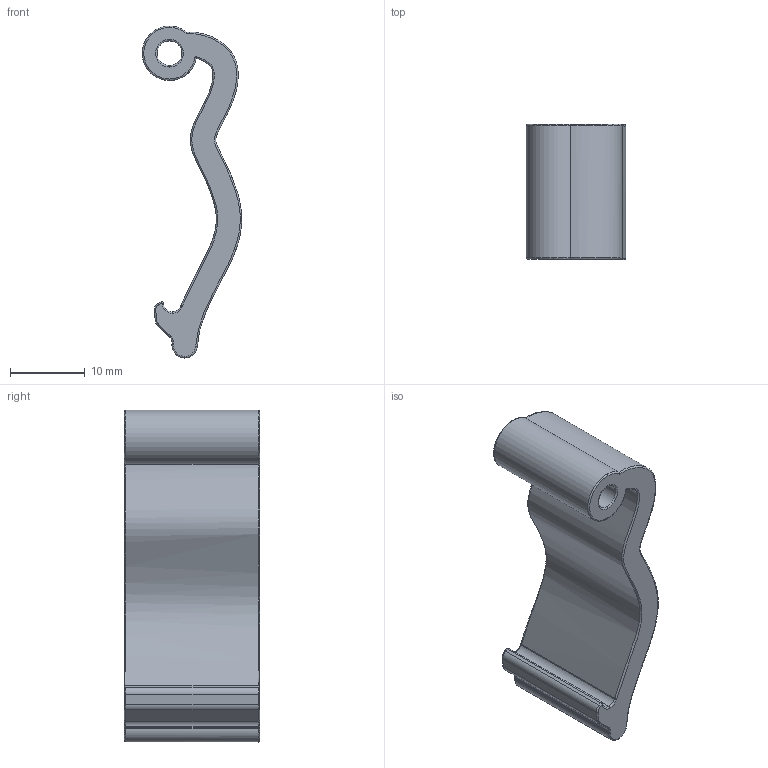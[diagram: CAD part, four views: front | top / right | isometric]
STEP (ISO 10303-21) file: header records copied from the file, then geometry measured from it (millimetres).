
FILE_DESCRIPTION (( 'STEP AP203' ), '1' );
FILE_NAME ('latch_arm_box filter25032020.STEP', '2020-03-25T11:42:23', ( '' ), ( '' ), 'SwSTEP 2.0', 'SolidWorks 2014', '' );
FILE_SCHEMA (( 'CONFIG_CONTROL_DESIGN' ));
Length unit declared in the file: millimetre
Products named in the file (1): latch_arm_box filter25032020
Bounding box: 13.32 x 18.09 x 44.47 mm (x, y, z)
Volume: 3762 mm3; surface area: 2747.5 mm2
Topology: 1 solids, 1 shells, 59 faces, 142 edges, 83 vertices
Faces by surface type: torus 24, cylinder 18, bspline 10, plane 5, sphere 2
Entity records: 3252 total; most frequent: CARTESIAN_POINT 1809, DIRECTION 314, ORIENTED_EDGE 280, AXIS2_PLACEMENT_3D 142, EDGE_CURVE 140, CIRCLE 92, VERTEX_POINT 83, EDGE_LOOP 61
